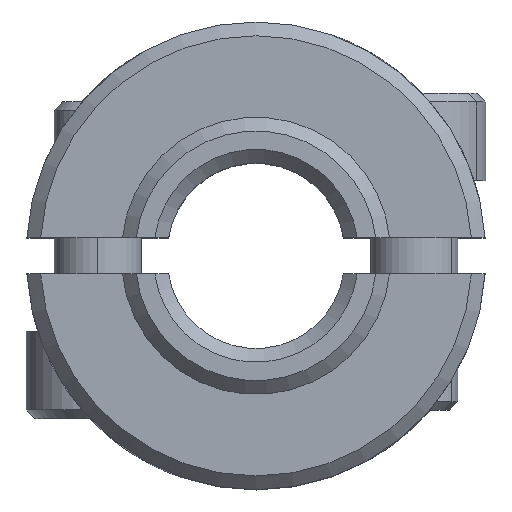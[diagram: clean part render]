
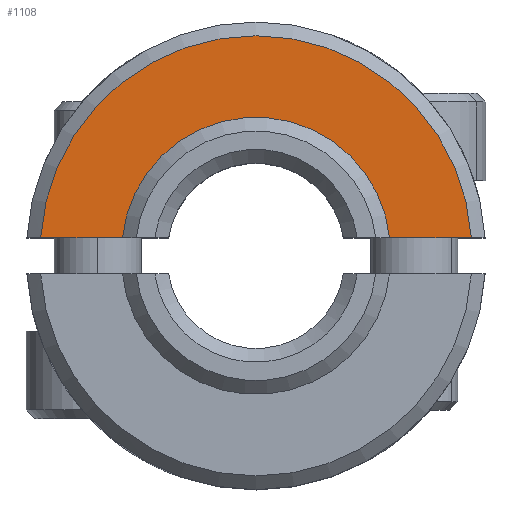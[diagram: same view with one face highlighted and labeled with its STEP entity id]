
A CAD part, top view. The second image highlights one B-rep face of the part: STEP entity #1108.
In plain terms, the highlighted planar face has unit normal (0, 0, 1).
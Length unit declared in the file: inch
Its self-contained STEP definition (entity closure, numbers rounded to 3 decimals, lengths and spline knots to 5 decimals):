
#128 = VERTEX_POINT ( 'NONE', #1342 ) ;
#140 = DIRECTION ( 'NONE',  ( 1., 0., 0. ) ) ;
#206 = AXIS2_PLACEMENT_3D ( 'NONE', #443, #881, #140 ) ;
#260 = FACE_OUTER_BOUND ( 'NONE', #818, .T. ) ;
#261 = AXIS2_PLACEMENT_3D ( 'NONE', #674, #1441, #1299 ) ;
#309 = DIRECTION ( 'NONE',  ( -1., 0., 0. ) ) ;
#403 = ORIENTED_EDGE ( 'NONE', *, *, #1732, .T. ) ;
#425 = DIRECTION ( 'NONE',  ( -1., 0., 0. ) ) ;
#443 = CARTESIAN_POINT ( 'NONE',  ( 0., 0., 0.47 ) ) ;
#488 = CARTESIAN_POINT ( 'NONE',  ( -0.46904, 0.03, 0.47 ) ) ;
#674 = CARTESIAN_POINT ( 'NONE',  ( 0., 0., 0.47 ) ) ;
#745 = VERTEX_POINT ( 'NONE', #1848 ) ;
#757 = LINE ( 'NONE', #1190, #932 ) ;
#768 = AXIS2_PLACEMENT_3D ( 'NONE', #1481, #893, #1177 ) ;
#817 = EDGE_CURVE ( 'NONE', #128, #745, #858, .T. ) ;
#818 = EDGE_LOOP ( 'NONE', ( #1882, #403, #1452, #1188 ) ) ;
#858 = LINE ( 'NONE', #1159, #1507 ) ;
#864 = PLANE ( 'NONE',  #261 ) ;
#881 = DIRECTION ( 'NONE',  ( 0., 0., -1. ) ) ;
#893 = DIRECTION ( 'NONE',  ( 0., 0., 1. ) ) ;
#932 = VECTOR ( 'NONE', #309, 39.37008 ) ;
#1007 = EDGE_CURVE ( 'NONE', #1702, #1873, #757, .T. ) ;
#1108 = ADVANCED_FACE ( 'NONE', ( #260 ), #864, .T. ) ;
#1159 = CARTESIAN_POINT ( 'NONE',  ( 0., 0.03, 0.47 ) ) ;
#1177 = DIRECTION ( 'NONE',  ( 1., 0., 0. ) ) ;
#1188 = ORIENTED_EDGE ( 'NONE', *, *, #1269, .T. ) ;
#1190 = CARTESIAN_POINT ( 'NONE',  ( 0., 0.03, 0.47 ) ) ;
#1269 = EDGE_CURVE ( 'NONE', #128, #1873, #1584, .T. ) ;
#1299 = DIRECTION ( 'NONE',  ( 1., 0., 0. ) ) ;
#1342 = CARTESIAN_POINT ( 'NONE',  ( 0.46904, 0.03, 0.47 ) ) ;
#1441 = DIRECTION ( 'NONE',  ( 0., 0., 1. ) ) ;
#1452 = ORIENTED_EDGE ( 'NONE', *, *, #817, .F. ) ;
#1481 = CARTESIAN_POINT ( 'NONE',  ( 0., 0., 0.47 ) ) ;
#1487 = CARTESIAN_POINT ( 'NONE',  ( -0.29096, 0.03, 0.47 ) ) ;
#1507 = VECTOR ( 'NONE', #425, 39.37008 ) ;
#1526 = CIRCLE ( 'NONE', #206, 0.2925 ) ;
#1584 = CIRCLE ( 'NONE', #768, 0.47 ) ;
#1702 = VERTEX_POINT ( 'NONE', #1487 ) ;
#1732 = EDGE_CURVE ( 'NONE', #1702, #745, #1526, .T. ) ;
#1848 = CARTESIAN_POINT ( 'NONE',  ( 0.29096, 0.03, 0.47 ) ) ;
#1873 = VERTEX_POINT ( 'NONE', #488 ) ;
#1882 = ORIENTED_EDGE ( 'NONE', *, *, #1007, .F. ) ;
